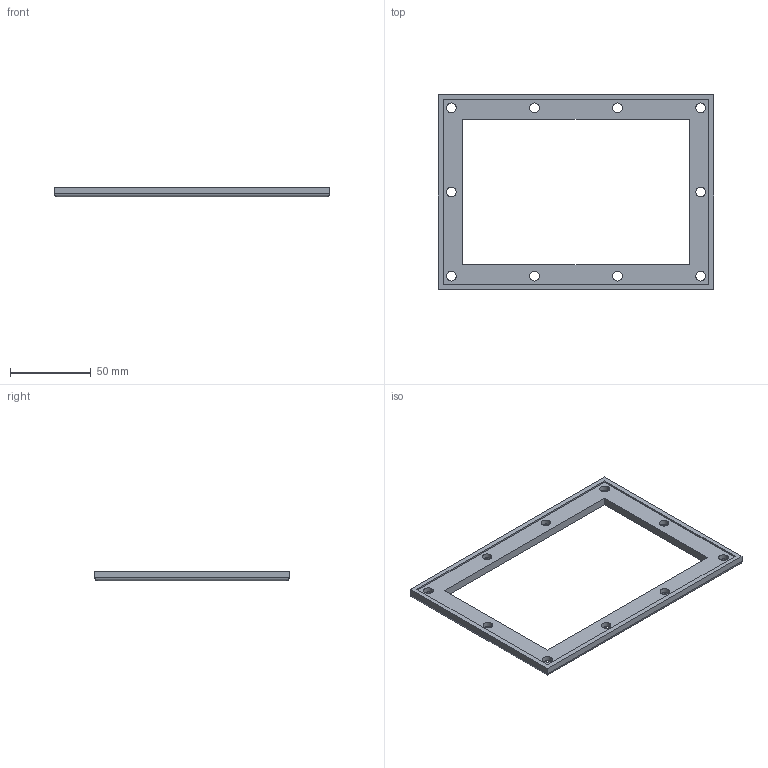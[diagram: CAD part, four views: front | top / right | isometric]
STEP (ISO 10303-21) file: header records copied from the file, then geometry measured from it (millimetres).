
FILE_DESCRIPTION((''),'2;1');
FILE_NAME('20001','2022-11-17T09:12:42',('A'),('IRISOFT'),'CREO PARAMETRIC BY PTC INC, 2022164','CREO PARAMETRIC BY PTC INC, 2022164','');
FILE_SCHEMA(('AUTOMOTIVE_DESIGN { 1 0 10303 214 1 1 1 1 }'));
Length unit declared in the file: millimetre
Products named in the file (1): 20001
Bounding box: 170 x 120 x 6 mm (x, y, z)
Volume: 37790.2 mm3; surface area: 22064.2 mm2
Topology: 1 solids, 1 shells, 69 faces, 164 edges, 108 vertices
Faces by surface type: cylinder 44, plane 25
Entity records: 2555 total; most frequent: DIRECTION 415, CARTESIAN_POINT 401, ORIENTED_EDGE 328, EDGE_CURVE 164, AXIS2_PLACEMENT_3D 161, VERTEX_POINT 108, EDGE_LOOP 102, VECTOR 90
